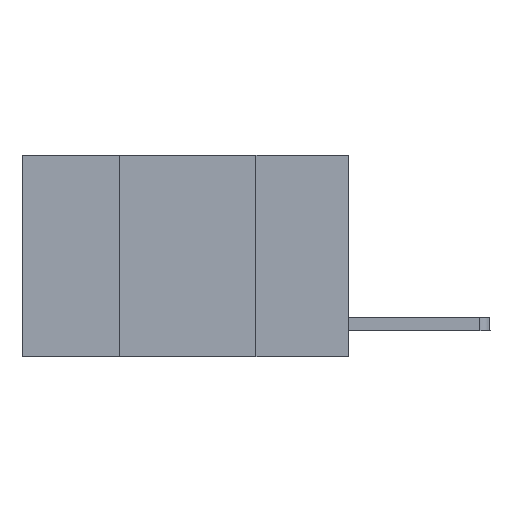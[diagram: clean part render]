
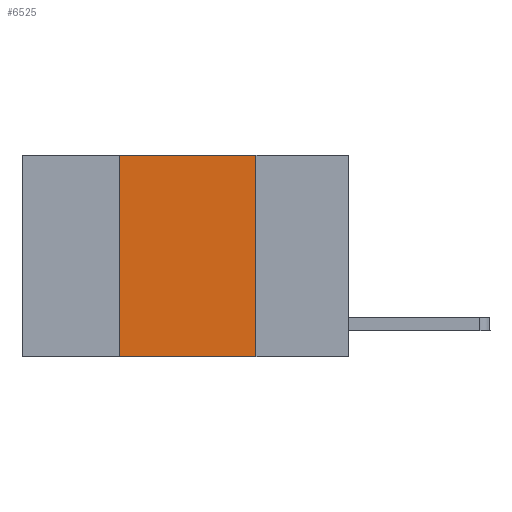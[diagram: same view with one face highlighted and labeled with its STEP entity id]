
A CAD part, left-side view. The second image highlights one B-rep face of the part: STEP entity #6525.
In plain terms, the highlighted planar face has unit normal (-1, 0, 0).
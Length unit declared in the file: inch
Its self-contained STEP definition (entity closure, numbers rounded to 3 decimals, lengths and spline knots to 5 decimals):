
#14 = LINE ( 'NONE', #10467, #8556 ) ;
#170 = AXIS2_PLACEMENT_3D ( 'NONE', #6163, #8988, #9694 ) ;
#339 = EDGE_CURVE ( 'NONE', #4381, #6456, #7276, .T. ) ;
#611 = VERTEX_POINT ( 'NONE', #1665 ) ;
#710 = ORIENTED_EDGE ( 'NONE', *, *, #7085, .F. ) ;
#816 = EDGE_LOOP ( 'NONE', ( #8955, #10789, #710, #9011 ) ) ;
#1112 = CARTESIAN_POINT ( 'NONE',  ( 0., 0.42, -0.37 ) ) ;
#1665 = CARTESIAN_POINT ( 'NONE',  ( 0., 0.42, 0. ) ) ;
#2679 = VECTOR ( 'NONE', #4598, 39.37008 ) ;
#2789 = LINE ( 'NONE', #9027, #2679 ) ;
#3242 = CARTESIAN_POINT ( 'NONE',  ( 0., 0.6, -0.37 ) ) ;
#3527 = VERTEX_POINT ( 'NONE', #5754 ) ;
#3757 = DIRECTION ( 'NONE',  ( 0., 0., -1. ) ) ;
#4381 = VERTEX_POINT ( 'NONE', #1112 ) ;
#4598 = DIRECTION ( 'NONE',  ( 0., 0., 1. ) ) ;
#4645 = CARTESIAN_POINT ( 'NONE',  ( 0., 0.17, 0. ) ) ;
#5754 = CARTESIAN_POINT ( 'NONE',  ( 0., 0.17, 0. ) ) ;
#5933 = VECTOR ( 'NONE', #3757, 39.37008 ) ;
#6163 = CARTESIAN_POINT ( 'NONE',  ( 0., 0.6, 0. ) ) ;
#6182 = DIRECTION ( 'NONE',  ( 0., -1., 0. ) ) ;
#6217 = CARTESIAN_POINT ( 'NONE',  ( 0., 0.17, -0.37 ) ) ;
#6456 = VERTEX_POINT ( 'NONE', #6217 ) ;
#6525 = ADVANCED_FACE ( 'NONE', ( #9857 ), #10748, .F. ) ;
#7085 = EDGE_CURVE ( 'NONE', #4381, #611, #2789, .T. ) ;
#7276 = LINE ( 'NONE', #3242, #9588 ) ;
#8400 = EDGE_CURVE ( 'NONE', #3527, #6456, #9074, .T. ) ;
#8556 = VECTOR ( 'NONE', #6182, 39.37008 ) ;
#8955 = ORIENTED_EDGE ( 'NONE', *, *, #8400, .F. ) ;
#8988 = DIRECTION ( 'NONE',  ( 1., 0., 0. ) ) ;
#9011 = ORIENTED_EDGE ( 'NONE', *, *, #339, .T. ) ;
#9027 = CARTESIAN_POINT ( 'NONE',  ( 0., 0.42, 0. ) ) ;
#9074 = LINE ( 'NONE', #4645, #5933 ) ;
#9588 = VECTOR ( 'NONE', #11141, 39.37008 ) ;
#9694 = DIRECTION ( 'NONE',  ( 0., 0., -1. ) ) ;
#9857 = FACE_OUTER_BOUND ( 'NONE', #816, .T. ) ;
#10026 = EDGE_CURVE ( 'NONE', #611, #3527, #14, .T. ) ;
#10467 = CARTESIAN_POINT ( 'NONE',  ( 0., 0.6, 0. ) ) ;
#10748 = PLANE ( 'NONE',  #170 ) ;
#10789 = ORIENTED_EDGE ( 'NONE', *, *, #10026, .F. ) ;
#11141 = DIRECTION ( 'NONE',  ( 0., -1., 0. ) ) ;
